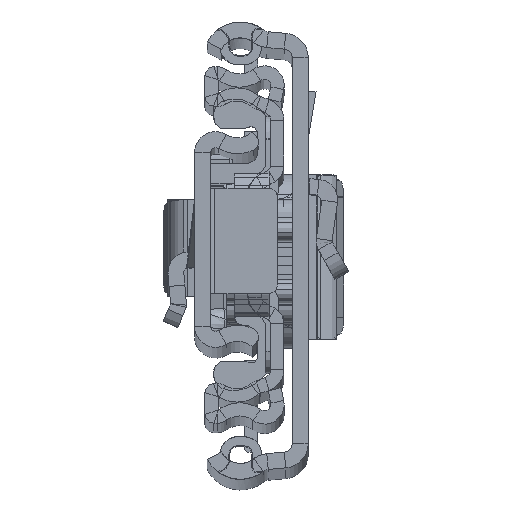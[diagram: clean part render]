
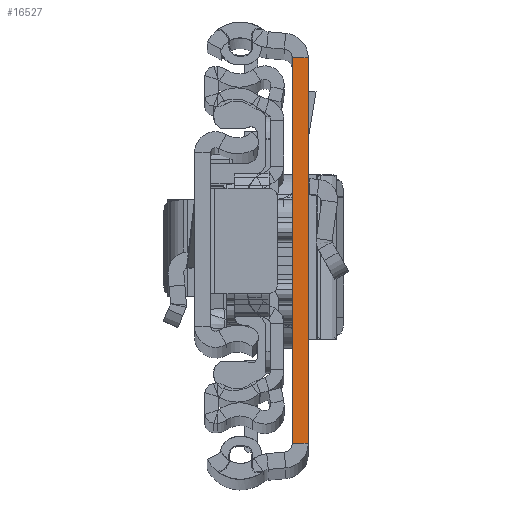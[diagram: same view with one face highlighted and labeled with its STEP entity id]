
A CAD part, top view. The second image highlights one B-rep face of the part: STEP entity #16527.
In plain terms, the highlighted planar face has unit normal (0, 0, 1).
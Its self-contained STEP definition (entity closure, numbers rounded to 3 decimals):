
#1629 = LINE ( 'NONE', #4201, #8418 ) ;
#1878 = LINE ( 'NONE', #6627, #25220 ) ;
#1974 = CARTESIAN_POINT ( 'NONE',  ( 0., -21.867, 0. ) ) ;
#3931 = CARTESIAN_POINT ( 'NONE',  ( 1.8, 0., 0. ) ) ;
#4201 = CARTESIAN_POINT ( 'NONE',  ( 1.8, -21.867, 0. ) ) ;
#5428 = VECTOR ( 'NONE', #15525, 1000. ) ;
#6391 = VERTEX_POINT ( 'NONE', #25088 ) ;
#6627 = CARTESIAN_POINT ( 'NONE',  ( 1.8, 21.867, 0. ) ) ;
#6814 = EDGE_CURVE ( 'NONE', #24824, #6391, #15294, .T. ) ;
#7245 = ORIENTED_EDGE ( 'NONE', *, *, #15327, .T. ) ;
#8071 = VECTOR ( 'NONE', #20050, 1000. ) ;
#8418 = VECTOR ( 'NONE', #24665, 1000. ) ;
#8963 = VERTEX_POINT ( 'NONE', #11003 ) ;
#10385 = EDGE_LOOP ( 'NONE', ( #29701, #23760, #27562, #7245 ) ) ;
#11003 = CARTESIAN_POINT ( 'NONE',  ( 1.8, 21.867, 0. ) ) ;
#11228 = LINE ( 'NONE', #3931, #5428 ) ;
#11820 = CARTESIAN_POINT ( 'NONE',  ( 1.8, -21.867, 0. ) ) ;
#12137 = CARTESIAN_POINT ( 'NONE',  ( 1.8, 0., 0. ) ) ;
#15294 = LINE ( 'NONE', #24765, #8071 ) ;
#15327 = EDGE_CURVE ( 'NONE', #16560, #8963, #11228, .T. ) ;
#15525 = DIRECTION ( 'NONE',  ( 0., 1., 0. ) ) ;
#16124 = PLANE ( 'NONE',  #23993 ) ;
#16206 = DIRECTION ( 'NONE',  ( 1., 0., 0. ) ) ;
#16527 = ADVANCED_FACE ( 'NONE', ( #18581 ), #16124, .F. ) ;
#16560 = VERTEX_POINT ( 'NONE', #11820 ) ;
#16802 = EDGE_CURVE ( 'NONE', #24824, #16560, #1629, .T. ) ;
#18430 = DIRECTION ( 'NONE',  ( 0., 0., -1. ) ) ;
#18581 = FACE_OUTER_BOUND ( 'NONE', #10385, .T. ) ;
#20050 = DIRECTION ( 'NONE',  ( 0., 1., 0. ) ) ;
#23760 = ORIENTED_EDGE ( 'NONE', *, *, #6814, .F. ) ;
#23993 = AXIS2_PLACEMENT_3D ( 'NONE', #12137, #18430, #25580 ) ;
#24665 = DIRECTION ( 'NONE',  ( 1., 0., 0. ) ) ;
#24765 = CARTESIAN_POINT ( 'NONE',  ( 0., 0., 0. ) ) ;
#24824 = VERTEX_POINT ( 'NONE', #1974 ) ;
#25088 = CARTESIAN_POINT ( 'NONE',  ( 0., 21.867, 0. ) ) ;
#25220 = VECTOR ( 'NONE', #16206, 1000. ) ;
#25580 = DIRECTION ( 'NONE',  ( 0., 1., 0. ) ) ;
#27562 = ORIENTED_EDGE ( 'NONE', *, *, #16802, .T. ) ;
#29557 = EDGE_CURVE ( 'NONE', #6391, #8963, #1878, .T. ) ;
#29701 = ORIENTED_EDGE ( 'NONE', *, *, #29557, .F. ) ;
